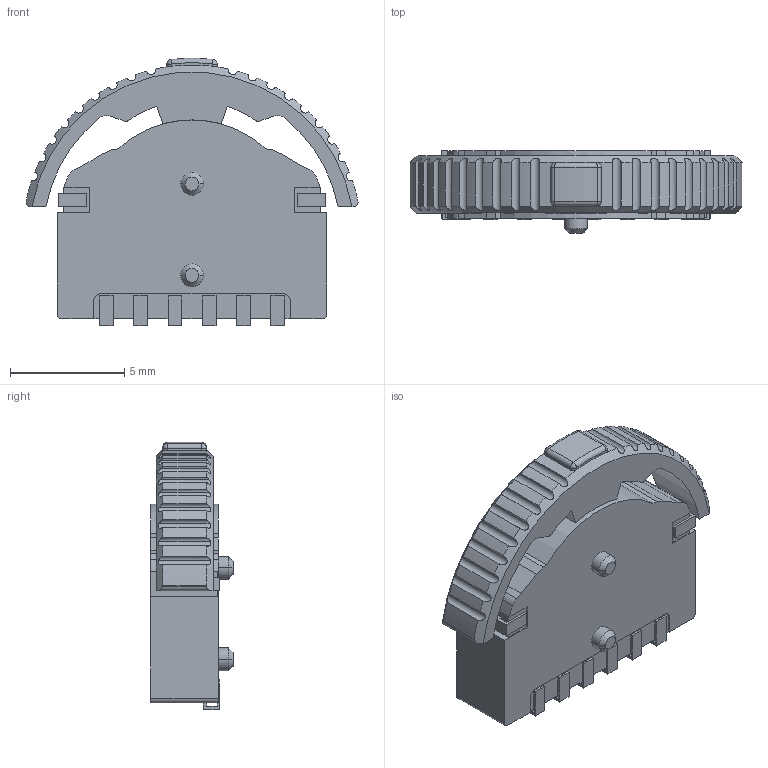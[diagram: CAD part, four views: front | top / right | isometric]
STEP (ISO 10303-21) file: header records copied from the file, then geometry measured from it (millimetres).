
FILE_DESCRIPTION(('FreeCAD Model'),'2;1');
FILE_NAME('Open CASCADE Shape Model','2025-02-11T16:51:53',('Author'),( ''),'Open CASCADE STEP processor 7.6','FreeCAD','Unknown');
FILE_SCHEMA(('AUTOMOTIVE_DESIGN { 1 0 10303 214 1 1 1 1 }'));
Length unit declared in the file: millimetre
Products named in the file (1): SLLB120200
Bounding box: 14.53 x 3.6 x 11.69 mm (x, y, z)
Volume: 323.7 mm3; surface area: 446 mm2
Topology: 1 solids, 1 shells, 203 faces, 582 edges, 374 vertices
Faces by surface type: plane 113, cylinder 78, cone 6, sphere 4, torus 2
Entity records: 8410 total; most frequent: CARTESIAN_POINT 1688, ORIENTED_EDGE 1160, DIRECTION 1028, EDGE_CURVE 580, LINE 404, VECTOR 404, VERTEX_POINT 374, AXIS2_PLACEMENT_3D 312
